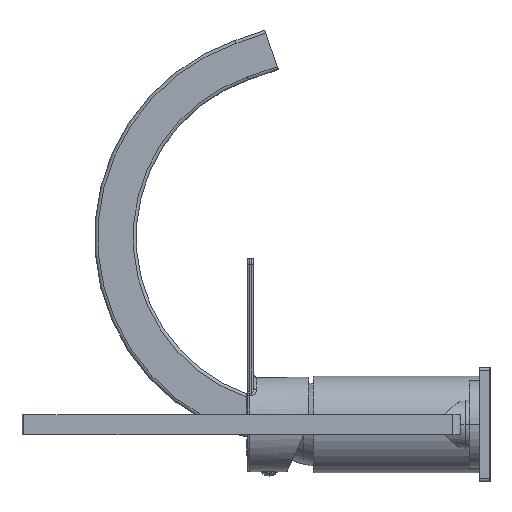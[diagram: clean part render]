
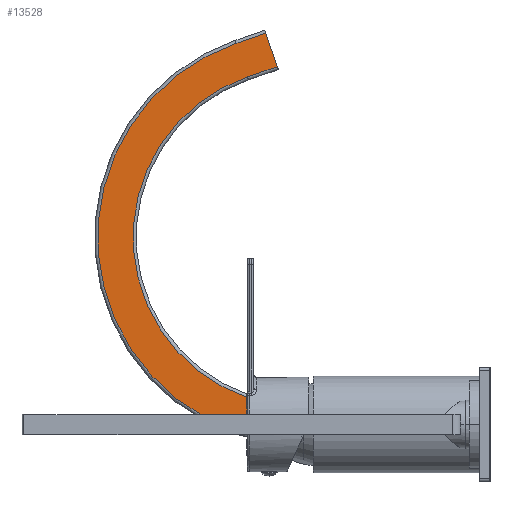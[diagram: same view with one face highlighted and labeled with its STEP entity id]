
A CAD part, left-side view. The second image highlights one B-rep face of the part: STEP entity #13528.
In plain terms, the highlighted planar face has unit normal (-1, 0, 0).
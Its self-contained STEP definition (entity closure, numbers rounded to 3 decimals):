
#11925=DIRECTION('',(0.,-0.326,-0.946));
#11926=VECTOR('',#11925,17.);
#11927=CARTESIAN_POINT('',(124.5,102.767,188.037));
#11928=LINE('',#11927,#11926);
#12033=DIRECTION('',(0.,0.,-1.));
#12034=VECTOR('',#12033,17.);
#12035=CARTESIAN_POINT('',(124.5,0.,8.5));
#12036=LINE('',#12035,#12034);
#12349=DIRECTION('',(0.,-1.,0.));
#12350=VECTOR('',#12349,85.012);
#12351=CARTESIAN_POINT('',(124.5,85.012,-8.5));
#12352=LINE('',#12351,#12350);
#12353=CARTESIAN_POINT('',(124.5,85.012,89.988));
#12354=DIRECTION('',(-1.,0.,0.));
#12355=DIRECTION('',(0.,0.326,0.946));
#12356=AXIS2_PLACEMENT_3D('',#12353,#12354,#12355);
#12358=DIRECTION('',(0.,0.946,-0.326));
#12359=VECTOR('',#12358,15.134);
#12360=CARTESIAN_POINT('',(124.5,102.767,188.037));
#12361=LINE('',#12360,#12359);
#12362=DIRECTION('',(0.,0.946,-0.326));
#12363=VECTOR('',#12362,15.134);
#12364=CARTESIAN_POINT('',(124.5,97.233,171.963));
#12365=LINE('',#12364,#12363);
#12366=CARTESIAN_POINT('',(124.5,85.012,89.988));
#12367=DIRECTION('',(-1.,0.,0.));
#12368=DIRECTION('',(0.,0.326,0.946));
#12369=AXIS2_PLACEMENT_3D('',#12366,#12367,#12368);
#12371=DIRECTION('',(0.,-1.,0.));
#12372=VECTOR('',#12371,85.012);
#12373=CARTESIAN_POINT('',(124.5,85.012,8.5));
#12374=LINE('',#12373,#12372);
#12375=CARTESIAN_POINT('',(124.5,49.5,0.));
#12376=DIRECTION('',(-1.,0.,0.));
#12377=DIRECTION('',(0.,1.,0.));
#12378=AXIS2_PLACEMENT_3D('',#12375,#12376,#12377);
#12380=CARTESIAN_POINT('',(124.5,49.5,0.));
#12381=DIRECTION('',(1.,0.,0.));
#12382=DIRECTION('',(0.,1.,0.));
#12383=AXIS2_PLACEMENT_3D('',#12380,#12381,#12382);
#12527=CARTESIAN_POINT('',(124.5,111.542,167.036));
#12528=CARTESIAN_POINT('',(124.5,85.012,8.5));
#12529=VERTEX_POINT('',#12527);
#12530=VERTEX_POINT('',#12528);
#12531=CARTESIAN_POINT('',(124.5,97.233,171.963));
#12533=VERTEX_POINT('',#12531);
#12535=CARTESIAN_POINT('',(124.5,117.077,183.11));
#12536=CARTESIAN_POINT('',(124.5,85.012,-8.5));
#12537=VERTEX_POINT('',#12535);
#12538=VERTEX_POINT('',#12536);
#12544=CARTESIAN_POINT('',(124.5,102.767,188.037));
#12546=VERTEX_POINT('',#12544);
#12577=CARTESIAN_POINT('',(124.5,52.5,0.));
#12578=CARTESIAN_POINT('',(124.5,46.5,0.));
#12579=VERTEX_POINT('',#12577);
#12580=VERTEX_POINT('',#12578);
#12585=CARTESIAN_POINT('',(124.5,0.,8.5));
#12586=CARTESIAN_POINT('',(124.5,0.,-8.5));
#12587=VERTEX_POINT('',#12585);
#12588=VERTEX_POINT('',#12586);
#13503=CARTESIAN_POINT('',(124.5,0.,-10.));
#13504=DIRECTION('',(-1.,0.,0.));
#13505=DIRECTION('',(0.,0.,1.));
#13506=AXIS2_PLACEMENT_3D('',#13503,#13504,#13505);
#13507=PLANE('',#13506);
#13509=ORIENTED_EDGE('',*,*,#13508,.F.);
#13510=ORIENTED_EDGE('',*,*,#13487,.F.);
#13511=ORIENTED_EDGE('',*,*,#12612,.F.);
#13512=ORIENTED_EDGE('',*,*,#12639,.T.);
#13514=ORIENTED_EDGE('',*,*,#13513,.T.);
#13516=ORIENTED_EDGE('',*,*,#13515,.T.);
#13518=ORIENTED_EDGE('',*,*,#13517,.T.);
#13519=ORIENTED_EDGE('',*,*,#12764,.T.);
#13520=EDGE_LOOP('',(#13509,#13510,#13511,#13512,#13514,#13516,#13518,#13519));
#13521=FACE_OUTER_BOUND('',#13520,.F.);
#13523=ORIENTED_EDGE('',*,*,#13522,.T.);
#13525=ORIENTED_EDGE('',*,*,#13524,.F.);
#13526=EDGE_LOOP('',(#13523,#13525));
#13527=FACE_BOUND('',#13526,.F.);
#13528=ADVANCED_FACE('',(#13521,#13527),#13507,.T.);
#12357=CIRCLE('',#12356,98.488);
#12370=CIRCLE('',#12369,81.488);
#12379=CIRCLE('',#12378,3.);
#12384=CIRCLE('',#12383,3.);
#12612=EDGE_CURVE('',#12546,#12537,#12361,.T.);
#12639=EDGE_CURVE('',#12546,#12533,#11928,.T.);
#12764=EDGE_CURVE('',#12587,#12588,#12036,.T.);
#13487=EDGE_CURVE('',#12537,#12538,#12357,.T.);
#13508=EDGE_CURVE('',#12538,#12588,#12352,.T.);
#13513=EDGE_CURVE('',#12533,#12529,#12365,.T.);
#13515=EDGE_CURVE('',#12529,#12530,#12370,.T.);
#13517=EDGE_CURVE('',#12530,#12587,#12374,.T.);
#13522=EDGE_CURVE('',#12579,#12580,#12379,.T.);
#13524=EDGE_CURVE('',#12579,#12580,#12384,.T.);
